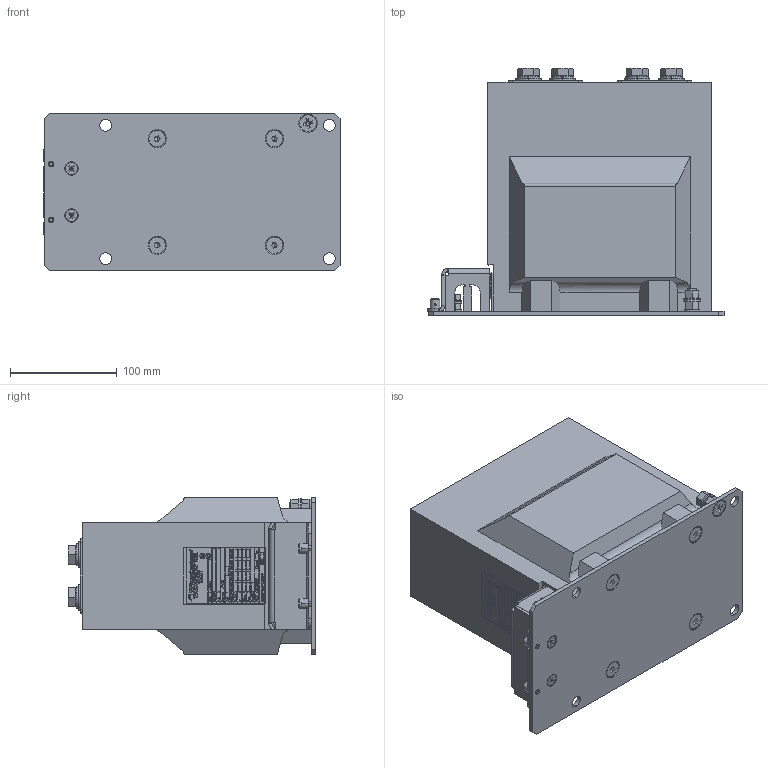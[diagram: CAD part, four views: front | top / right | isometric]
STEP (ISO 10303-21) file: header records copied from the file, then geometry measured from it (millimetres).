
FILE_DESCRIPTION (( 'STEP AP214' ), '1' );
FILE_NAME ('ﾒﾋﾊ-ﾑﾒ-15.5(1) (2000ﾀ).STEP', '2023-09-05T11:33:02', ( '' ), ( '' ), 'SwSTEP 2.0', 'SolidWorks 2014', '' );
FILE_SCHEMA (( 'AUTOMOTIVE_DESIGN' ));
Length unit declared in the file: millimetre
Products named in the file (99): countersunk flat head cross recess screw_din; plain washer grade a_din_Washer DIN 125 - A 13; plain washer grade a_din; ﾂﾅﾈﾓ.733411.007 ﾎ魵瑙韃; hex screw gradeab_din; ÂÅÈÓ.758472.024 Ãàéêà ñïåöèàëüíàÿ; ÂÅÈÓ.735314.027 Êðûøêà çàùèòíàÿ; 屡扔.758472.007 绵殛郷-01; socket countersunk head screw_din_DIN 7991 - M8 x 20 --- 11.8N; socket countersunk head screw_din; 屡扔.757465.021 袜觐礤黜桕; Êîðïóñ ÒËÊ-ÑÒ-10-15.5_-4(2000€ 2å ®¡¬); hex nut style 2 gradeab_din_Hexagon Nut ISO 4033 - M6 - D - N; hex nut style 2 gradeab_din; plain washer grade a_din_Washer DIN 125 - A 8.4; ÂÅÈÓ.758472.007 Ãàéêà; curved spring lock washer_din; countersunk flat head cross recess screw_din_ISO 7046-1 - M8 x 25 - Z --- 25N; countersunk flat head cross recess screw_din_ISO 7046-1 - M6 x 20 - Z --- 20N; hex nut style 2 gradeab_din_Hexagon Nut ISO 4033 - M8 - D - N; hex screw gradeab_din_ISO 4017 - M6 x 12-N; curved spring lock washer_din_Spring washer DIN 128 - A6; plain washer grade a_din_Washer DIN 125 - A 6.4; Êîðïóñ ÒËÊ-ÑÒ-10-15.5; ﾒﾋﾊ-ﾑﾒ-15.5(1) (2000ﾀ); ÂÅÈÓ.754312.182À Òàáëè÷êà òåõíè÷åñêèõ äàííûõ ÒËÊ-ÑÒ_-00; curved spring lock washer_din_Spring washer DIN 128 - A8; 屡扔.758181.002 妈眚 镫铎徼痤忸黜; 屡扔.754342.003 亦犭梓赅 忭桁囗桢; 屡扔.733411.007 务眍忄龛錩-08; hex screw gradeab_din_ISO 4017 - M12 x 30-N; ÂÅÈÓ.754312.182À Òàáëè÷êà òåõíè÷åñêèõ äàííûõ ÒËÊ-ÑÒ; ÂÅÈÓ.735314.027 Êðûøêà çàùèòíàÿ_-00; Ñáîðêà òðàíñôîðìàòîðà òîêà ÒËÊ-ÑÒ-15.5 ñ çàëèâêîé_2000€; curved spring lock washer_din_Spring washer DIN 128 - A12; 屡扔.757465.021 袜觐礤黜桕_-01
Assembly tree (76 placements, depth 3):
  countersunk flat head cross recess screw_din
  plain washer grade a_din
  ﾂﾅﾈﾓ.733411.007 ﾎ魵瑙韃
  hex screw gradeab_din
  plain washer grade a_din
Bounding box: 277.75 x 232.1 x 148 mm (x, y, z)
Volume: 5535343.1 mm3; surface area: 467008.4 mm2
Topology: 75 solids, 75 shells, 4716 faces, 11931 edges, 7685 vertices
Faces by surface type: plane 2611, bspline 1085, cylinder 506, cone 410, torus 92, sphere 12
Entity records: 198695 total; most frequent: CARTESIAN_POINT 80221, ORIENTED_EDGE 19874, DIRECTION 13967, EDGE_CURVE 9937, LINE 6885, VECTOR 6885, VERTEX_POINT 6531, EDGE_LOOP 4198
